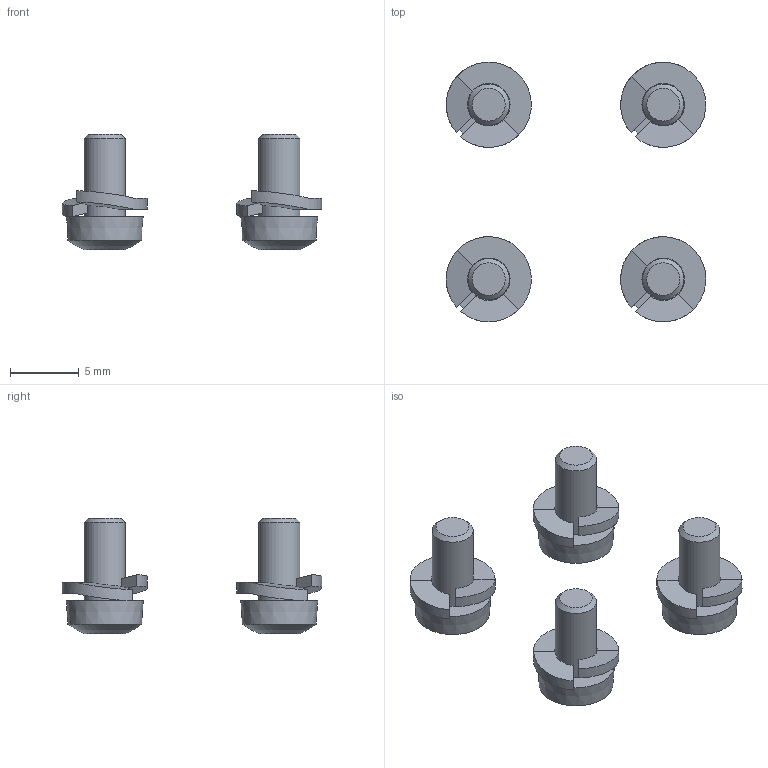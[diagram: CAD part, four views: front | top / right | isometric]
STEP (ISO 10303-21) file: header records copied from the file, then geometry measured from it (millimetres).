
FILE_DESCRIPTION(/* description */ (''),/* implementation_level */ '2;1');
FILE_NAME(/* name */ 'HUBER-SUHNER_EDA-03664-V1-0_misc1_Part2.stp',/* time_stamp */ '2017-09-18T15:15:19+02:00',/* author */ ('jchouvet'),/* organization */ (''),/* preprocessor_version */ 'ST-DEVELOPER v16.1',/* originating_system */ 'AutoCAD Mechanical',/* authorisation */ '');
FILE_SCHEMA (('AUTOMOTIVE_DESIGN { 1 0 10303 214 3 1 1 }'));
Length unit declared in the file: millimetre
Products named in the file (2): 1; Product
Assembly tree (4 placements, depth 2):
  Product
    1  x4
Bounding box: 18.9 x 18.9 x 8.4 mm (x, y, z)
Volume: 417.9 mm3; surface area: 860.2 mm2
Topology: 8 solids, 8 shells, 160 faces, 408 edges, 268 vertices
Faces by surface type: plane 76, cylinder 68, cone 12, sphere 4
Full cylindrical faces by diameter (mm): 3 x4
Entity records: 3446 total; most frequent: CARTESIAN_POINT 1108, DIRECTION 484, ORIENTED_EDGE 444, EDGE_CURVE 222, AXIS2_PLACEMENT_3D 204, VERTEX_POINT 156, EDGE_LOOP 124, FACE_OUTER_BOUND 100
